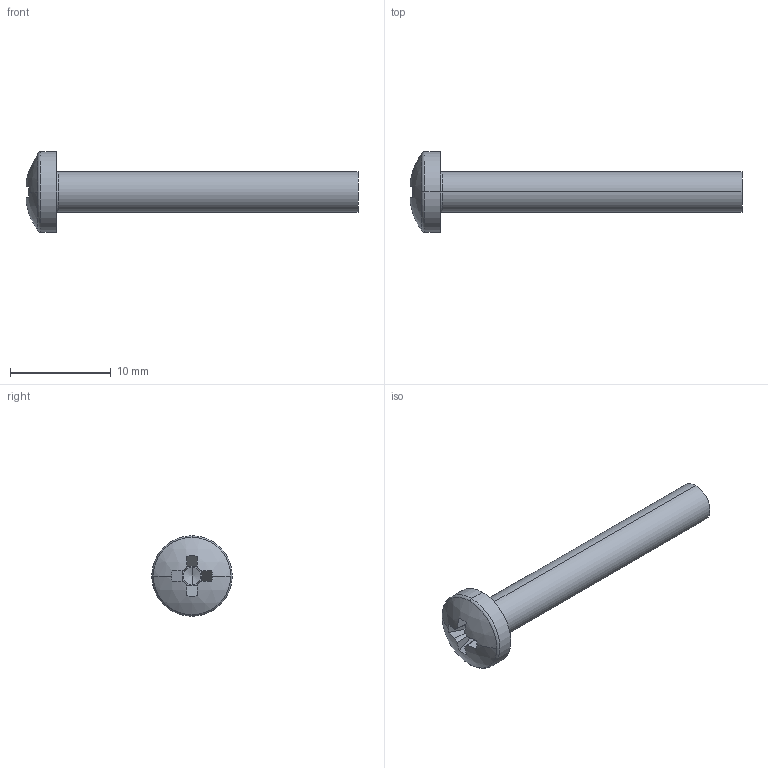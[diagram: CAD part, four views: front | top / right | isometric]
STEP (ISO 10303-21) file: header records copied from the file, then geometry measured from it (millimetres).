
FILE_DESCRIPTION (( 'STEP AP203' ), '1' );
FILE_NAME ('ISO 7045 - M4 x 30 - Z --- 30N_ISO 7045 - M4 x 30 - Z --- 30N_sldprt.STEP', '2018-07-31T07:56:07', ( '' ), ( '' ), 'SwSTEP 2.0', 'SolidWorks 2014', '' );
FILE_SCHEMA (( 'CONFIG_CONTROL_DESIGN' ));
Length unit declared in the file: millimetre
Products named in the file (1): ISO 7045 - M4 x 30 - Z --- 30N_ISO 7045 - M4 x 30 - Z --- 30N_sldprt
Bounding box: 33.02 x 8 x 8 mm (x, y, z)
Volume: 487.4 mm3; surface area: 546.2 mm2
Topology: 1 solids, 1 shells, 34 faces, 84 edges, 51 vertices
Faces by surface type: plane 18, cone 6, torus 4, cylinder 4, sphere 2
Entity records: 1091 total; most frequent: DIRECTION 192, CARTESIAN_POINT 192, ORIENTED_EDGE 164, AXIS2_PLACEMENT_3D 83, EDGE_CURVE 82, VERTEX_POINT 51, CIRCLE 48, EDGE_LOOP 35
